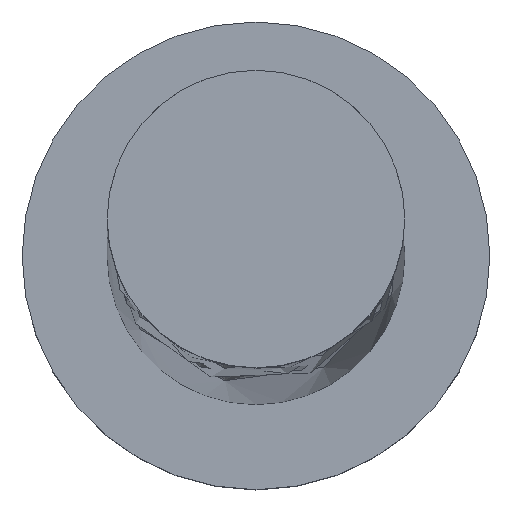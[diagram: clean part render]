
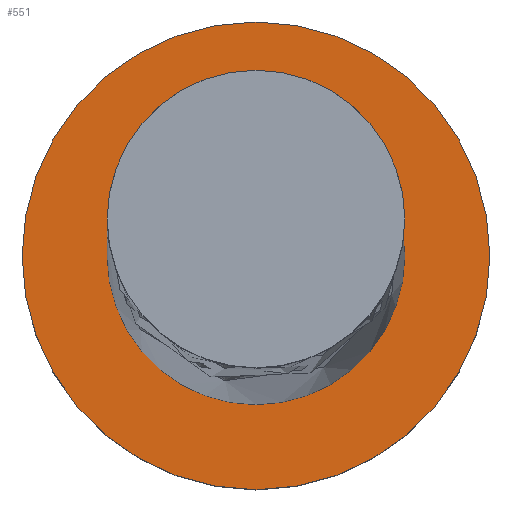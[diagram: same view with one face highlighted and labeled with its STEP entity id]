
A CAD part, top view. The second image highlights one B-rep face of the part: STEP entity #551.
In plain terms, the highlighted planar face has unit normal (0, 0, 1).
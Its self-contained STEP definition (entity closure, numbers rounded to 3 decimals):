
#87 = FACE_OUTER_BOUND ( 'NONE', #937, .T. ) ;
#148 = DIRECTION ( 'NONE',  ( 1., 0., 0. ) ) ;
#240 = CIRCLE ( 'NONE', #2186, 7. ) ;
#279 = CIRCLE ( 'NONE', #766, 11. ) ;
#358 = ORIENTED_EDGE ( 'NONE', *, *, #1047, .T. ) ;
#364 = DIRECTION ( 'NONE',  ( 1., 0., 0. ) ) ;
#517 = DIRECTION ( 'NONE',  ( 0., 0., 1. ) ) ;
#551 = ADVANCED_FACE ( 'NONE', ( #1667, #87 ), #584, .T. ) ;
#565 = VERTEX_POINT ( 'NONE', #2036 ) ;
#584 = PLANE ( 'NONE',  #2274 ) ;
#696 = CARTESIAN_POINT ( 'NONE',  ( 0., 0., 7. ) ) ;
#754 = CARTESIAN_POINT ( 'NONE',  ( 0., 0., 7. ) ) ;
#766 = AXIS2_PLACEMENT_3D ( 'NONE', #1425, #1796, #1940 ) ;
#804 = CARTESIAN_POINT ( 'NONE',  ( 0., 0., 7. ) ) ;
#892 = ORIENTED_EDGE ( 'NONE', *, *, #1465, .F. ) ;
#937 = EDGE_LOOP ( 'NONE', ( #1838, #358 ) ) ;
#966 = DIRECTION ( 'NONE',  ( 1., 0., 0. ) ) ;
#976 = CARTESIAN_POINT ( 'NONE',  ( 11., 0., 7. ) ) ;
#1047 = EDGE_CURVE ( 'NONE', #1752, #1435, #2121, .T. ) ;
#1101 = DIRECTION ( 'NONE',  ( 1., 0., 0. ) ) ;
#1149 = EDGE_CURVE ( 'NONE', #1435, #1752, #279, .T. ) ;
#1232 = CARTESIAN_POINT ( 'NONE',  ( -11., 0., 7. ) ) ;
#1245 = EDGE_LOOP ( 'NONE', ( #1381, #892 ) ) ;
#1381 = ORIENTED_EDGE ( 'NONE', *, *, #1887, .F. ) ;
#1408 = VERTEX_POINT ( 'NONE', #2124 ) ;
#1425 = CARTESIAN_POINT ( 'NONE',  ( 0., 0., 7. ) ) ;
#1430 = AXIS2_PLACEMENT_3D ( 'NONE', #1470, #2028, #1101 ) ;
#1435 = VERTEX_POINT ( 'NONE', #1232 ) ;
#1465 = EDGE_CURVE ( 'NONE', #565, #1408, #240, .T. ) ;
#1470 = CARTESIAN_POINT ( 'NONE',  ( 0., 0., 7. ) ) ;
#1667 = FACE_BOUND ( 'NONE', #1245, .T. ) ;
#1746 = AXIS2_PLACEMENT_3D ( 'NONE', #754, #1823, #364 ) ;
#1752 = VERTEX_POINT ( 'NONE', #976 ) ;
#1796 = DIRECTION ( 'NONE',  ( 0., 0., 1. ) ) ;
#1823 = DIRECTION ( 'NONE',  ( 0., 0., 1. ) ) ;
#1838 = ORIENTED_EDGE ( 'NONE', *, *, #1149, .T. ) ;
#1887 = EDGE_CURVE ( 'NONE', #1408, #565, #2333, .T. ) ;
#1940 = DIRECTION ( 'NONE',  ( 1., 0., 0. ) ) ;
#2028 = DIRECTION ( 'NONE',  ( 0., 0., 1. ) ) ;
#2036 = CARTESIAN_POINT ( 'NONE',  ( 7., 0., 7. ) ) ;
#2121 = CIRCLE ( 'NONE', #1746, 11. ) ;
#2124 = CARTESIAN_POINT ( 'NONE',  ( -7., 0., 7. ) ) ;
#2186 = AXIS2_PLACEMENT_3D ( 'NONE', #696, #517, #148 ) ;
#2211 = DIRECTION ( 'NONE',  ( 0., 0., 1. ) ) ;
#2274 = AXIS2_PLACEMENT_3D ( 'NONE', #804, #2211, #966 ) ;
#2333 = CIRCLE ( 'NONE', #1430, 7. ) ;
